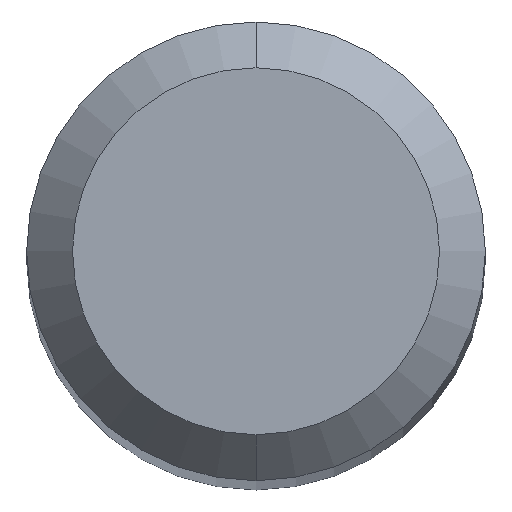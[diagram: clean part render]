
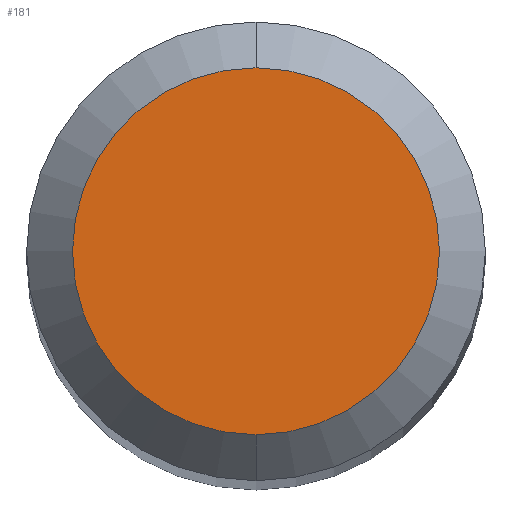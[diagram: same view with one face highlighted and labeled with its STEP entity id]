
A CAD part, top view. The second image highlights one B-rep face of the part: STEP entity #181.
In plain terms, the highlighted planar face has unit normal (0, 0, 1).
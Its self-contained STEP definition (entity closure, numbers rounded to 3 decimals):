
#181=ADVANCED_FACE('',(#489),#490,.T.);
#315=VERTEX_POINT('',#640);
#353=EDGE_CURVE('',#315,#429,#684,.T.);
#419=EDGE_CURVE('',#429,#315,#755,.T.);
#429=VERTEX_POINT('',#766);
#489=FACE_OUTER_BOUND('',#818,.T.);
#490=PLANE('',#819);
#640=CARTESIAN_POINT('',(0.0,1.2,0.0));
#684=CIRCLE('',#1184,1.2);
#755=CIRCLE('',#1375,1.2);
#766=CARTESIAN_POINT('',(0.,-1.2,0.0));
#818=EDGE_LOOP('',(#1452,#1453));
#819=AXIS2_PLACEMENT_3D('',#1454,#1455,#1456);
#1184=AXIS2_PLACEMENT_3D('',#1706,#1707,#1708);
#1375=AXIS2_PLACEMENT_3D('',#1781,#1782,#1783);
#1452=ORIENTED_EDGE('',*,*,#353,.F.);
#1453=ORIENTED_EDGE('',*,*,#419,.F.);
#1454=CARTESIAN_POINT('',(0.0,0.6,0.0));
#1455=DIRECTION('',(-0.0,0.0,1.0));
#1456=DIRECTION('',(0.0,-1.0,0.0));
#1706=CARTESIAN_POINT('',(0.0,0.0,0.0));
#1707=DIRECTION('',(0.0,0.0,-1.0));
#1708=DIRECTION('',(0.0,1.0,0.0));
#1781=CARTESIAN_POINT('',(0.0,0.0,0.0));
#1782=DIRECTION('',(0.0,0.0,-1.0));
#1783=DIRECTION('',(0.0,1.0,0.0));
